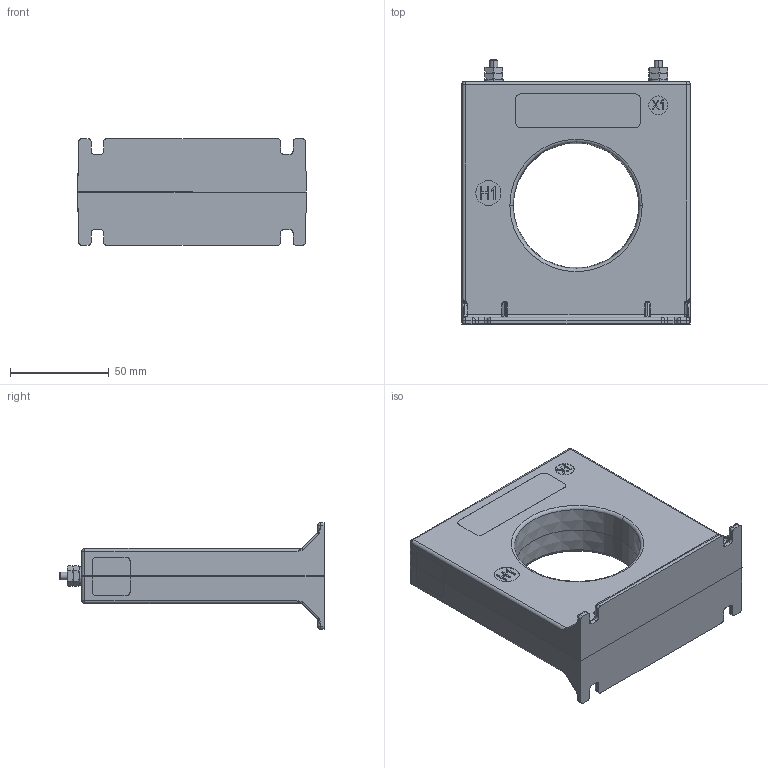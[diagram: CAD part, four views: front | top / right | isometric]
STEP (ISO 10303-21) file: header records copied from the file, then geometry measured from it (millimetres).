
FILE_DESCRIPTION (( 'STEP AP203' ), '1' );
FILE_NAME ('CR7SFT-3D.STEP', '2017-02-01T17:03:00', ( 'Tom Bardol' ), ( 'Microsoft' ), 'SwSTEP 2.0', 'SolidWorks 2004231', '' );
FILE_SCHEMA (( 'CONFIG_CONTROL_DESIGN' ));
Length unit declared in the file: inch
Products named in the file (1): CR7SFT-3D
Bounding box: 115.93 x 133.85 x 54.1 mm (x, y, z)
Surface area: 50313.6 mm2 (no closed solid volume)
Topology: 0 solids, 14 shells, 398 faces, 1091 edges, 675 vertices
Faces by surface type: cylinder 131, plane 126, bspline 54, cone 47, torus 24, sphere 16
Entity records: 24214 total; most frequent: CARTESIAN_POINT 14801, ORIENTED_EDGE 1915, DIRECTION 1865, EDGE_CURVE 1067, VERTEX_POINT 675, AXIS2_PLACEMENT_3D 673, VECTOR 519, LINE 519
